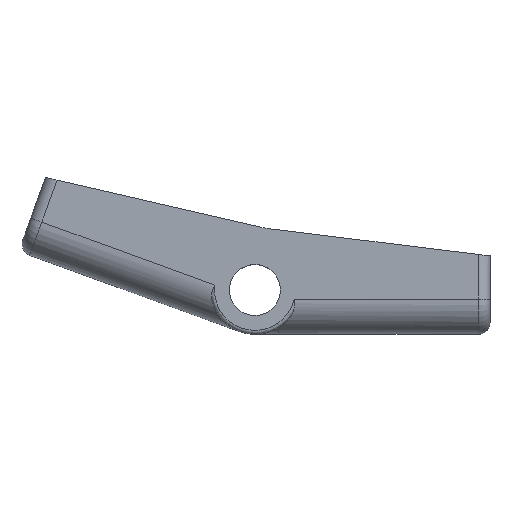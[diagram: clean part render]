
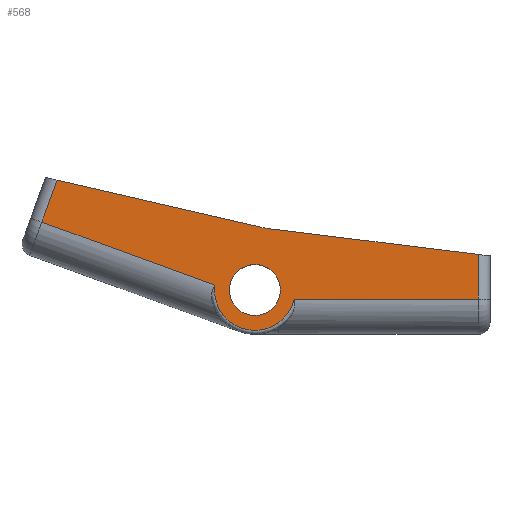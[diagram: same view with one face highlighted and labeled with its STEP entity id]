
A CAD part, top view. The second image highlights one B-rep face of the part: STEP entity #568.
In plain terms, the highlighted planar face has unit normal (0, 0, 1).
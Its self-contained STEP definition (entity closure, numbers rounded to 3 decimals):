
#15=FACE_BOUND('',#96,.T.);
#42=PLANE('',#629);
#60=FACE_OUTER_BOUND('',#95,.T.);
#95=EDGE_LOOP('',(#418,#419,#420,#421,#422,#423,#424,#425));
#96=EDGE_LOOP('',(#426));
#129=LINE('',#879,#166);
#136=LINE('',#1009,#173);
#138=LINE('',#1015,#175);
#139=LINE('',#1017,#176);
#140=LINE('',#1018,#177);
#141=LINE('',#1019,#178);
#166=VECTOR('',#697,10.);
#173=VECTOR('',#732,10.);
#175=VECTOR('',#738,10.);
#176=VECTOR('',#739,10.);
#177=VECTOR('',#740,10.);
#178=VECTOR('',#741,10.);
#200=CIRCLE('',#610,10.);
#204=CIRCLE('',#620,5.15);
#209=CIRCLE('',#630,3.25);
#233=VERTEX_POINT('',#865);
#234=VERTEX_POINT('',#867);
#238=VERTEX_POINT('',#877);
#253=VERTEX_POINT('',#970);
#254=VERTEX_POINT('',#981);
#259=VERTEX_POINT('',#1008);
#261=VERTEX_POINT('',#1014);
#262=VERTEX_POINT('',#1016);
#263=VERTEX_POINT('',#1020);
#287=EDGE_CURVE('',#233,#234,#200,.T.);
#293=EDGE_CURVE('',#233,#238,#129,.T.);
#311=EDGE_CURVE('',#254,#253,#204,.T.);
#319=EDGE_CURVE('',#253,#259,#136,.T.);
#322=EDGE_CURVE('',#261,#254,#138,.T.);
#323=EDGE_CURVE('',#262,#261,#139,.T.);
#324=EDGE_CURVE('',#262,#234,#140,.T.);
#325=EDGE_CURVE('',#259,#238,#141,.T.);
#326=EDGE_CURVE('',#263,#263,#209,.T.);
#418=ORIENTED_EDGE('',*,*,#322,.F.);
#419=ORIENTED_EDGE('',*,*,#323,.F.);
#420=ORIENTED_EDGE('',*,*,#324,.T.);
#421=ORIENTED_EDGE('',*,*,#287,.F.);
#422=ORIENTED_EDGE('',*,*,#293,.T.);
#423=ORIENTED_EDGE('',*,*,#325,.F.);
#424=ORIENTED_EDGE('',*,*,#319,.F.);
#425=ORIENTED_EDGE('',*,*,#311,.F.);
#426=ORIENTED_EDGE('',*,*,#326,.T.);
#568=ADVANCED_FACE('',(#60,#15),#42,.T.);
#610=AXIS2_PLACEMENT_3D('',#868,#686,#687);
#620=AXIS2_PLACEMENT_3D('',#992,#712,#713);
#629=AXIS2_PLACEMENT_3D('',#1013,#736,#737);
#630=AXIS2_PLACEMENT_3D('',#1021,#742,#743);
#686=DIRECTION('center_axis',(0.,0.,1.));
#687=DIRECTION('ref_axis',(-0.174,-0.985,0.));
#697=DIRECTION('',(-0.974,0.224,0.));
#712=DIRECTION('center_axis',(0.,0.,-1.));
#713=DIRECTION('ref_axis',(-0.174,-0.985,0.));
#732=DIRECTION('',(-0.94,0.342,0.));
#736=DIRECTION('center_axis',(0.,0.,1.));
#737=DIRECTION('ref_axis',(1.,0.,0.));
#738=DIRECTION('',(-1.,0.,0.));
#739=DIRECTION('',(0.,-1.,0.));
#740=DIRECTION('',(-0.992,0.122,0.));
#741=DIRECTION('',(0.342,0.94,0.));
#742=DIRECTION('center_axis',(0.,0.,-1.));
#743=DIRECTION('ref_axis',(1.,0.,0.));
#865=CARTESIAN_POINT('',(0.884,7.995,10.));
#867=CARTESIAN_POINT('',(1.904,7.815,10.));
#868=CARTESIAN_POINT('Origin',(3.128,17.74,10.));
#877=CARTESIAN_POINT('',(-25.23,14.009,10.));
#879=CARTESIAN_POINT('',(-26.703,14.348,10.));
#970=CARTESIAN_POINT('',(-5.111,0.636,10.));
#981=CARTESIAN_POINT('',(5.02,-1.15,10.));
#992=CARTESIAN_POINT('Origin',(0.,0.,10.));
#1008=CARTESIAN_POINT('',(-27.175,8.667,10.));
#1009=CARTESIAN_POINT('',(-15.215,4.314,10.));
#1013=CARTESIAN_POINT('Origin',(-0.062,4.349,10.));
#1014=CARTESIAN_POINT('',(28.5,-1.15,10.));
#1015=CARTESIAN_POINT('',(-0.031,-1.15,10.));
#1016=CARTESIAN_POINT('',(28.5,4.535,10.));
#1017=CARTESIAN_POINT('',(28.5,-0.65,10.));
#1018=CARTESIAN_POINT('',(1.389,7.878,10.));
#1019=CARTESIAN_POINT('',(-25.342,13.702,10.));
#1020=CARTESIAN_POINT('',(-3.25,0.,10.));
#1021=CARTESIAN_POINT('Origin',(0.,0.,10.));
